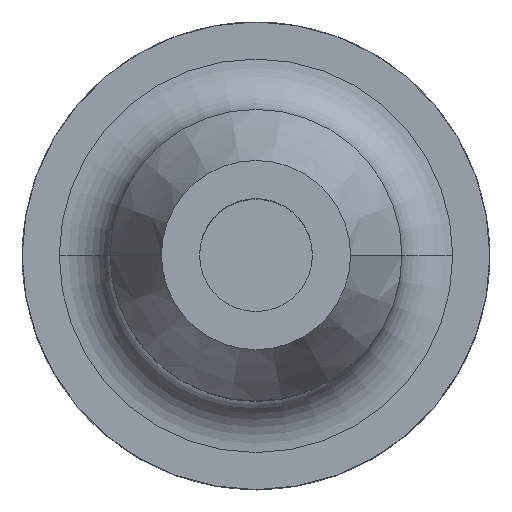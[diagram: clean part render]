
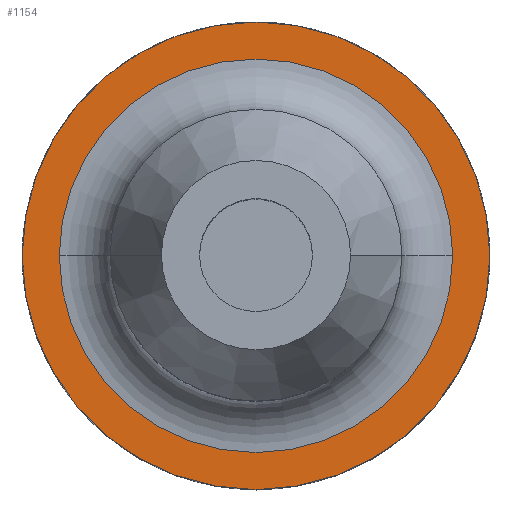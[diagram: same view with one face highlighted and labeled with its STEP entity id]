
A CAD part, top view. The second image highlights one B-rep face of the part: STEP entity #1154.
In plain terms, the highlighted planar face has unit normal (0, 0, 1).
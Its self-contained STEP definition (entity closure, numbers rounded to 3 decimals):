
#18 = VERTEX_POINT ( 'NONE', #29 ) ;
#29 = CARTESIAN_POINT ( 'NONE',  ( 19.351, 0., 22. ) ) ;
#38 = ORIENTED_EDGE ( 'NONE', *, *, #1105, .T. ) ;
#58 = DIRECTION ( 'NONE',  ( -1., 0., 0. ) ) ;
#110 = ORIENTED_EDGE ( 'NONE', *, *, #435, .T. ) ;
#134 = CARTESIAN_POINT ( 'NONE',  ( 0., 0., 22. ) ) ;
#246 = CIRCLE ( 'NONE', #1085, 19.351 ) ;
#330 = DIRECTION ( 'NONE',  ( -1., 0., 0. ) ) ;
#373 = FACE_BOUND ( 'NONE', #1458, .T. ) ;
#435 = EDGE_CURVE ( 'NONE', #806, #18, #477, .T. ) ;
#477 = CIRCLE ( 'NONE', #930, 19.351 ) ;
#478 = CARTESIAN_POINT ( 'NONE',  ( 0., 0., 22. ) ) ;
#490 = CIRCLE ( 'NONE', #706, 23. ) ;
#495 = AXIS2_PLACEMENT_3D ( 'NONE', #789, #1036, #58 ) ;
#507 = CARTESIAN_POINT ( 'NONE',  ( -23., 0., 22. ) ) ;
#595 = AXIS2_PLACEMENT_3D ( 'NONE', #689, #1327, #1307 ) ;
#624 = DIRECTION ( 'NONE',  ( 0., 0., -1. ) ) ;
#679 = CARTESIAN_POINT ( 'NONE',  ( 23., 0., 22. ) ) ;
#689 = CARTESIAN_POINT ( 'NONE',  ( 0., 0., 22. ) ) ;
#699 = ORIENTED_EDGE ( 'NONE', *, *, #1313, .F. ) ;
#706 = AXIS2_PLACEMENT_3D ( 'NONE', #1348, #1329, #845 ) ;
#740 = DIRECTION ( 'NONE',  ( -1., 0., 0. ) ) ;
#789 = CARTESIAN_POINT ( 'NONE',  ( 0., 0., 22. ) ) ;
#792 = EDGE_CURVE ( 'NONE', #970, #1577, #1427, .T. ) ;
#806 = VERTEX_POINT ( 'NONE', #1056 ) ;
#845 = DIRECTION ( 'NONE',  ( -1., 0., 0. ) ) ;
#930 = AXIS2_PLACEMENT_3D ( 'NONE', #478, #1053, #330 ) ;
#970 = VERTEX_POINT ( 'NONE', #507 ) ;
#1036 = DIRECTION ( 'NONE',  ( 0., 0., -1. ) ) ;
#1053 = DIRECTION ( 'NONE',  ( 0., 0., -1. ) ) ;
#1056 = CARTESIAN_POINT ( 'NONE',  ( -19.351, 0., 22. ) ) ;
#1085 = AXIS2_PLACEMENT_3D ( 'NONE', #134, #624, #740 ) ;
#1105 = EDGE_CURVE ( 'NONE', #18, #806, #246, .T. ) ;
#1139 = FACE_OUTER_BOUND ( 'NONE', #1357, .T. ) ;
#1154 = ADVANCED_FACE ( 'NONE', ( #373, #1139 ), #1546, .F. ) ;
#1307 = DIRECTION ( 'NONE',  ( -1., 0., 0. ) ) ;
#1313 = EDGE_CURVE ( 'NONE', #1577, #970, #490, .T. ) ;
#1327 = DIRECTION ( 'NONE',  ( 0., 0., -1. ) ) ;
#1329 = DIRECTION ( 'NONE',  ( 0., 0., -1. ) ) ;
#1348 = CARTESIAN_POINT ( 'NONE',  ( 0., 0., 22. ) ) ;
#1357 = EDGE_LOOP ( 'NONE', ( #1495, #699 ) ) ;
#1427 = CIRCLE ( 'NONE', #595, 23. ) ;
#1458 = EDGE_LOOP ( 'NONE', ( #110, #38 ) ) ;
#1495 = ORIENTED_EDGE ( 'NONE', *, *, #792, .F. ) ;
#1546 = PLANE ( 'NONE',  #495 ) ;
#1577 = VERTEX_POINT ( 'NONE', #679 ) ;
